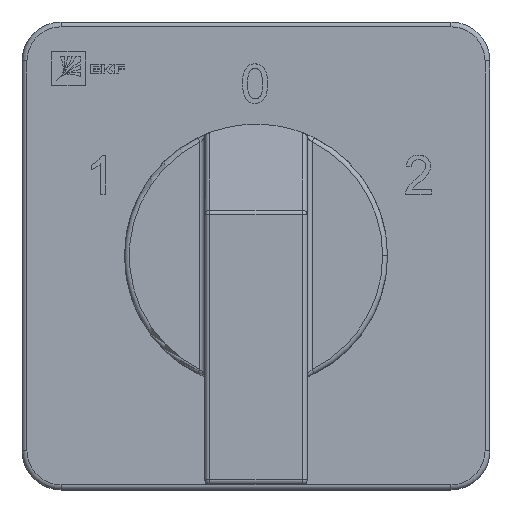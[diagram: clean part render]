
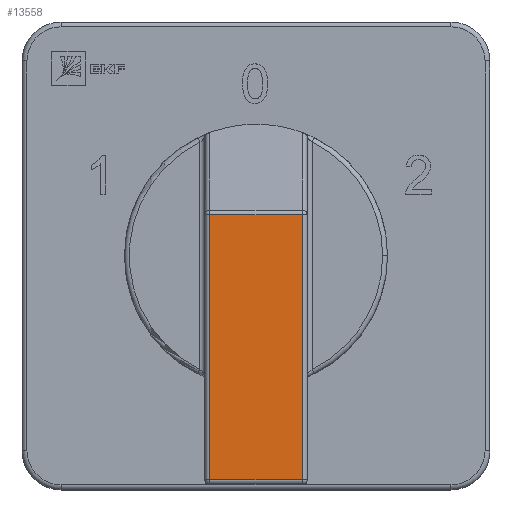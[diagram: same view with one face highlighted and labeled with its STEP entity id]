
A CAD part, top view. The second image highlights one B-rep face of the part: STEP entity #13558.
In plain terms, the highlighted planar face has unit normal (0, 0, 1).
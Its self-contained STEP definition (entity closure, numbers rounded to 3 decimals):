
#266 = AXIS2_PLACEMENT_3D ( 'NONE', #11664, #11532, #18255 ) ;
#902 = ORIENTED_EDGE ( 'NONE', *, *, #9544, .T. ) ;
#1752 = DIRECTION ( 'NONE',  ( 0., -1., 0. ) ) ;
#1763 = VERTEX_POINT ( 'NONE', #6094 ) ;
#2001 = LINE ( 'NONE', #15352, #14401 ) ;
#3650 = DIRECTION ( 'NONE',  ( -1., 0., 0. ) ) ;
#3740 = FACE_OUTER_BOUND ( 'NONE', #13714, .T. ) ;
#6094 = CARTESIAN_POINT ( 'NONE',  ( -4.75, 4.203, 23.5 ) ) ;
#6101 = VERTEX_POINT ( 'NONE', #19166 ) ;
#6558 = CARTESIAN_POINT ( 'NONE',  ( -4.75, -23.5, 23.5 ) ) ;
#6616 = LINE ( 'NONE', #6558, #20036 ) ;
#6766 = PLANE ( 'NONE',  #266 ) ;
#7034 = CARTESIAN_POINT ( 'NONE',  ( 5.25, 4.203, 23.5 ) ) ;
#7109 = ORIENTED_EDGE ( 'NONE', *, *, #17035, .T. ) ;
#8812 = DIRECTION ( 'NONE',  ( 0., 1., 0. ) ) ;
#9080 = ORIENTED_EDGE ( 'NONE', *, *, #17974, .T. ) ;
#9544 = EDGE_CURVE ( 'NONE', #1763, #6101, #6616, .T. ) ;
#9595 = EDGE_CURVE ( 'NONE', #16912, #1763, #16514, .T. ) ;
#11532 = DIRECTION ( 'NONE',  ( 0., 0., -1. ) ) ;
#11664 = CARTESIAN_POINT ( 'NONE',  ( 5.25, 4.5, 23.5 ) ) ;
#12250 = ORIENTED_EDGE ( 'NONE', *, *, #9595, .T. ) ;
#13558 = ADVANCED_FACE ( 'NONE', ( #3740 ), #6766, .F. ) ;
#13714 = EDGE_LOOP ( 'NONE', ( #9080, #12250, #902, #7109 ) ) ;
#14401 = VECTOR ( 'NONE', #8812, 1000. ) ;
#14835 = VERTEX_POINT ( 'NONE', #18315 ) ;
#15352 = CARTESIAN_POINT ( 'NONE',  ( 4.75, 4.5, 23.5 ) ) ;
#15777 = LINE ( 'NONE', #17319, #20787 ) ;
#16003 = VECTOR ( 'NONE', #3650, 1000. ) ;
#16514 = LINE ( 'NONE', #7034, #16003 ) ;
#16912 = VERTEX_POINT ( 'NONE', #19000 ) ;
#17035 = EDGE_CURVE ( 'NONE', #6101, #14835, #15777, .T. ) ;
#17319 = CARTESIAN_POINT ( 'NONE',  ( 5.25, -23., 23.5 ) ) ;
#17974 = EDGE_CURVE ( 'NONE', #14835, #16912, #2001, .T. ) ;
#18255 = DIRECTION ( 'NONE',  ( 0., 1., 0. ) ) ;
#18315 = CARTESIAN_POINT ( 'NONE',  ( 4.75, -23., 23.5 ) ) ;
#19000 = CARTESIAN_POINT ( 'NONE',  ( 4.75, 4.203, 23.5 ) ) ;
#19166 = CARTESIAN_POINT ( 'NONE',  ( -4.75, -23., 23.5 ) ) ;
#20036 = VECTOR ( 'NONE', #1752, 1000. ) ;
#20787 = VECTOR ( 'NONE', #20926, 1000. ) ;
#20926 = DIRECTION ( 'NONE',  ( 1., 0., 0. ) ) ;
